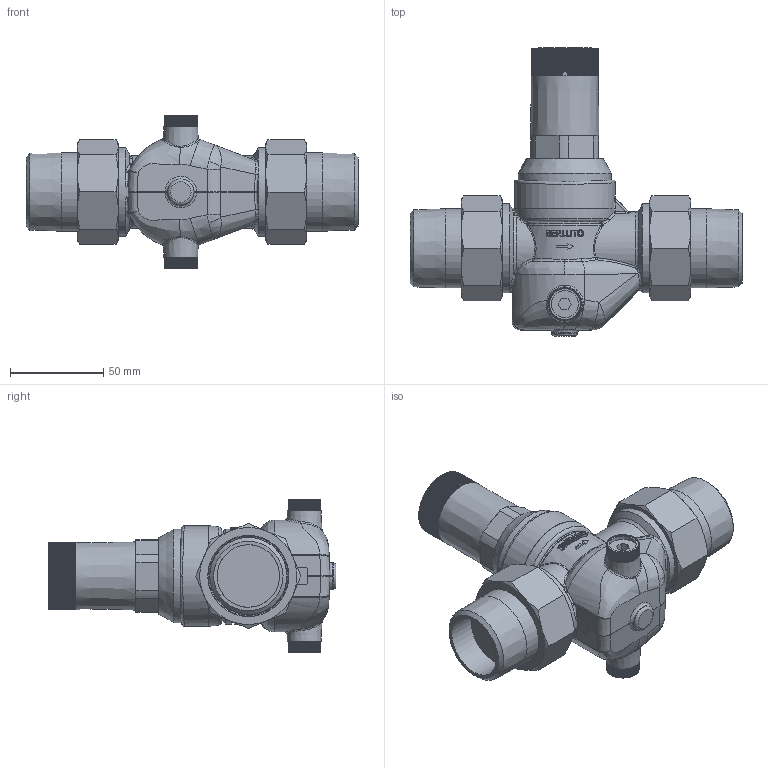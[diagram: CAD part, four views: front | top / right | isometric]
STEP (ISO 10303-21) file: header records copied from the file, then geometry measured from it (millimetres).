
FILE_DESCRIPTION(/* description */ (''),/* implementation_level */ '2;1');
FILE_NAME(/* name */ '004335.stp',/* time_stamp */ '2016-04-11T07:36:04+02:00',/* author */ ('powierski'),/* organization */ (''),/* preprocessor_version */ 'ST-DEVELOPER v15.6',/* originating_system */ 'Autodesk Inventor 2015',/* authorisation */ '');
FILE_SCHEMA (('AUTOMOTIVE_DESIGN { 1 0 10303 214 3 1 1 }'));
Products named in the file (1): 004335_step
Bounding box: 178 x 154.4 x 81.8 mm (x, y, z)
Volume: 471627.1 mm3; surface area: 59995.9 mm2
Topology: 1 solids, 3 shells, 2666 faces, 7261 edges, 4635 vertices
Faces by surface type: plane 1666, cylinder 694, bspline 234, cone 51, torus 17, sphere 4
Full cylindrical faces by diameter (mm): 12 x1, 13 x1, 14 x1, 14.5 x2, 24 x1, 28 x1, 28.2 x1, 33.5 x2, 41.4 x1, 42.4 x2, 42.5 x2, 47.8 x2, 50 x1, 54 x1
Entity records: 122206 total; most frequent: CARTESIAN_POINT 54084, ORIENTED_EDGE 14396, DIRECTION 12694, EDGE_CURVE 7198, VERTEX_POINT 4619, LINE 4238, VECTOR 4238, AXIS2_PLACEMENT_3D 4228
